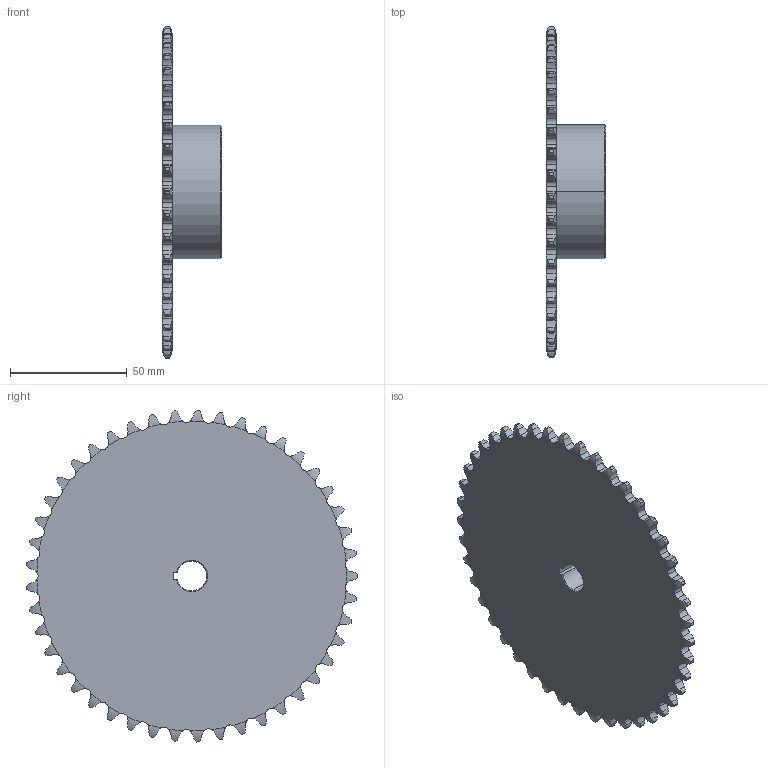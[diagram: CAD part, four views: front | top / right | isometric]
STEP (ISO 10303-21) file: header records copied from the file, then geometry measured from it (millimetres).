
FILE_DESCRIPTION((''),'2;1');
FILE_NAME('45 Tooth Sprocket.stp','2004-01-16T17:39:30',('Administrator'),(''),'Autodesk Inventor (tm) 5.0','Autodesk Inventor (tm) 5.0','');
FILE_SCHEMA(('CONFIG_CONTROL_DESIGN'));
Length unit declared in the file: inch
Products named in the file (1): 45 Tooth Sprocket
Bounding box: 25.4 x 141.8 x 141.88 mm (x, y, z)
Volume: 112384.7 mm3; surface area: 36090.9 mm2
Topology: 1 solids, 1 shells, 429 faces, 1272 edges, 846 vertices
Faces by surface type: cylinder 318, torus 94, cone 8, plane 6, bspline 3
Entity records: 16074 total; most frequent: CARTESIAN_POINT 5207, ORIENTED_EDGE 2544, DIRECTION 1966, EDGE_CURVE 1272, VERTEX_POINT 846, AXIS2_PLACEMENT_3D 815, B_SPLINE_CURVE_WITH_KNOTS 544, EDGE_LOOP 432
